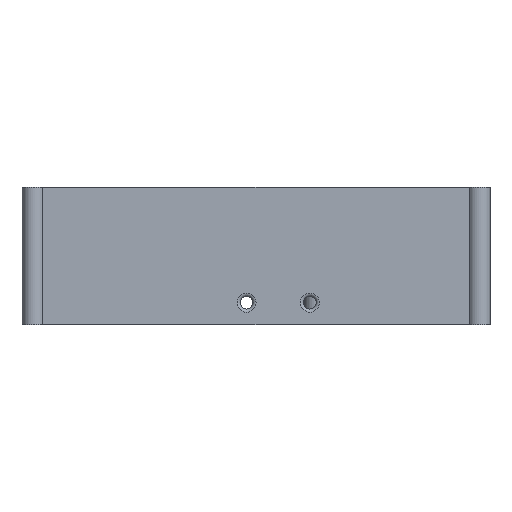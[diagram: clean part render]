
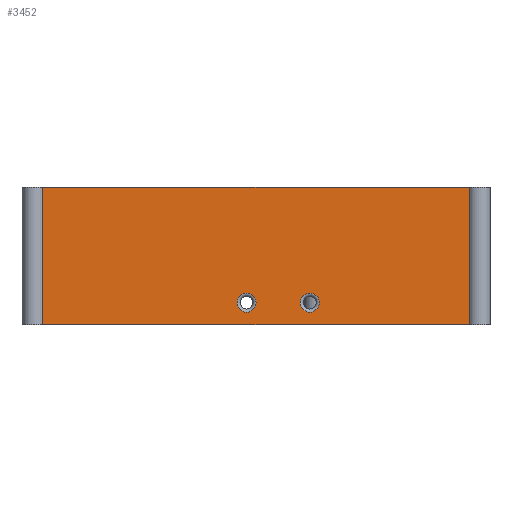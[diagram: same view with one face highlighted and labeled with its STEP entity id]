
A CAD part, left-side view. The second image highlights one B-rep face of the part: STEP entity #3452.
In plain terms, the highlighted planar face has unit normal (-1, 0, 0).
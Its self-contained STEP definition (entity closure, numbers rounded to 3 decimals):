
#27=FACE_BOUND('',#541,.T.);
#28=FACE_BOUND('',#542,.T.);
#174=PLANE('',#3770);
#313=FACE_OUTER_BOUND('',#540,.T.);
#540=EDGE_LOOP('',(#2587,#2588,#2589,#2590));
#541=EDGE_LOOP('',(#2591));
#542=EDGE_LOOP('',(#2592));
#820=LINE('',#6291,#1065);
#821=LINE('',#6293,#1066);
#822=LINE('',#6295,#1067);
#823=LINE('',#6296,#1068);
#1065=VECTOR('',#4457,10.);
#1066=VECTOR('',#4458,10.);
#1067=VECTOR('',#4459,10.);
#1068=VECTOR('',#4460,10.);
#1284=CIRCLE('',#3766,3.);
#1288=CIRCLE('',#3771,3.);
#1561=VERTEX_POINT('',#6281);
#1564=VERTEX_POINT('',#6289);
#1565=VERTEX_POINT('',#6290);
#1566=VERTEX_POINT('',#6292);
#1567=VERTEX_POINT('',#6294);
#1568=VERTEX_POINT('',#6297);
#1951=EDGE_CURVE('',#1561,#1561,#1284,.T.);
#1955=EDGE_CURVE('',#1564,#1565,#820,.T.);
#1956=EDGE_CURVE('',#1566,#1565,#821,.T.);
#1957=EDGE_CURVE('',#1566,#1567,#822,.T.);
#1958=EDGE_CURVE('',#1564,#1567,#823,.T.);
#1959=EDGE_CURVE('',#1568,#1568,#1288,.T.);
#2587=ORIENTED_EDGE('',*,*,#1955,.T.);
#2588=ORIENTED_EDGE('',*,*,#1956,.F.);
#2589=ORIENTED_EDGE('',*,*,#1957,.T.);
#2590=ORIENTED_EDGE('',*,*,#1958,.F.);
#2591=ORIENTED_EDGE('',*,*,#1959,.F.);
#2592=ORIENTED_EDGE('',*,*,#1951,.F.);
#3452=ADVANCED_FACE('',(#313,#27,#28),#174,.T.);
#3766=AXIS2_PLACEMENT_3D('',#6282,#4447,#4448);
#3770=AXIS2_PLACEMENT_3D('',#6288,#4455,#4456);
#3771=AXIS2_PLACEMENT_3D('',#6298,#4461,#4462);
#4447=DIRECTION('center_axis',(-1.,0.,0.));
#4448=DIRECTION('ref_axis',(0.,1.,0.));
#4455=DIRECTION('center_axis',(-1.,0.,0.));
#4456=DIRECTION('ref_axis',(0.,-1.,0.));
#4457=DIRECTION('',(0.,0.,1.));
#4458=DIRECTION('',(0.,-1.,0.));
#4459=DIRECTION('',(0.,0.,-1.));
#4460=DIRECTION('',(0.,1.,0.));
#4461=DIRECTION('center_axis',(-1.,0.,0.));
#4462=DIRECTION('ref_axis',(0.,1.,0.));
#6281=CARTESIAN_POINT('',(-83.2,-17.003,10.));
#6282=CARTESIAN_POINT('Origin',(-83.2,-17.003,7.));
#6288=CARTESIAN_POINT('Origin',(-83.2,72.2,0.));
#6289=CARTESIAN_POINT('',(-83.2,-67.416,0.));
#6290=CARTESIAN_POINT('',(-83.2,-67.416,43.5));
#6291=CARTESIAN_POINT('',(-83.2,-67.416,43.5));
#6292=CARTESIAN_POINT('',(-83.2,67.416,43.5));
#6293=CARTESIAN_POINT('',(-83.2,-72.2,43.5));
#6294=CARTESIAN_POINT('',(-83.2,67.416,0.));
#6295=CARTESIAN_POINT('',(-83.2,67.416,43.5));
#6296=CARTESIAN_POINT('',(-83.2,-72.2,0.));
#6297=CARTESIAN_POINT('',(-83.2,2.997,10.));
#6298=CARTESIAN_POINT('Origin',(-83.2,2.997,7.));
